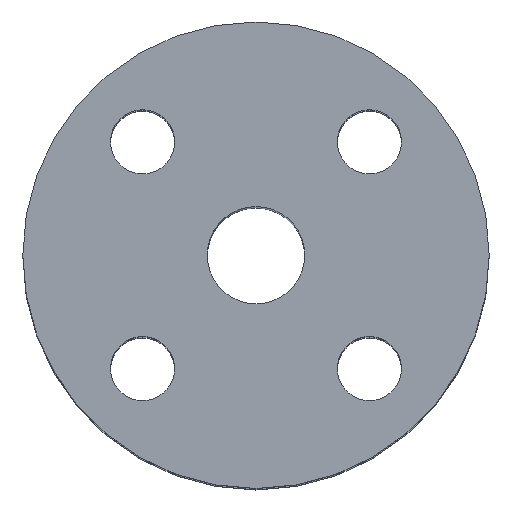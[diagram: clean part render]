
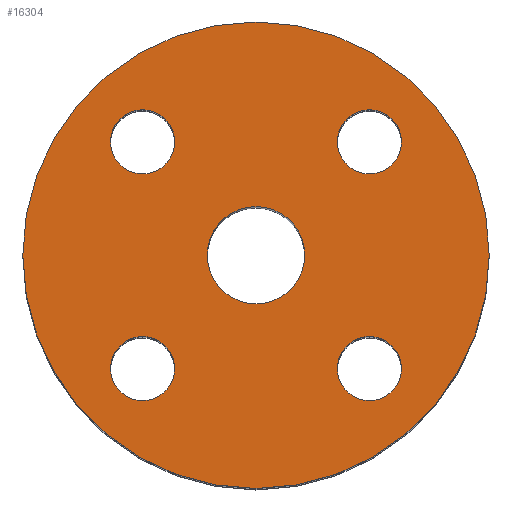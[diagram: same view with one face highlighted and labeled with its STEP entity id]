
A CAD part, top view. The second image highlights one B-rep face of the part: STEP entity #16304.
In plain terms, the highlighted planar face has unit normal (0, 0, 1).
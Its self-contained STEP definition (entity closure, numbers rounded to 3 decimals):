
#714 = CARTESIAN_POINT ( 'NONE',  ( 13.945, 19.445, 0. ) ) ;
#977 = AXIS2_PLACEMENT_3D ( 'NONE', #23151, #15801, #4855 ) ;
#1094 = AXIS2_PLACEMENT_3D ( 'NONE', #23970, #1803, #24267 ) ;
#1315 = ORIENTED_EDGE ( 'NONE', *, *, #16843, .F. ) ;
#1597 = ORIENTED_EDGE ( 'NONE', *, *, #2083, .F. ) ;
#1803 = DIRECTION ( 'NONE',  ( 0., 0., 1. ) ) ;
#2004 = EDGE_CURVE ( 'NONE', #14655, #14696, #12028, .T. ) ;
#2083 = EDGE_CURVE ( 'NONE', #10182, #15151, #29033, .T. ) ;
#2304 = DIRECTION ( 'NONE',  ( -1., 0., 0. ) ) ;
#2458 = DIRECTION ( 'NONE',  ( 0., 0., 1. ) ) ;
#2581 = DIRECTION ( 'NONE',  ( 1., 0., 0. ) ) ;
#2644 = FACE_BOUND ( 'NONE', #23557, .T. ) ;
#4012 = EDGE_LOOP ( 'NONE', ( #19847, #20513 ) ) ;
#4042 = DIRECTION ( 'NONE',  ( 1., 0., 0. ) ) ;
#4174 = CARTESIAN_POINT ( 'NONE',  ( -8.35, 0., 0. ) ) ;
#4769 = CIRCLE ( 'NONE', #977, 5.5 ) ;
#4776 = CIRCLE ( 'NONE', #25053, 5.5 ) ;
#4855 = DIRECTION ( 'NONE',  ( 0., 1., 0. ) ) ;
#5233 = CIRCLE ( 'NONE', #18456, 5.5 ) ;
#5288 = FACE_BOUND ( 'NONE', #21610, .T. ) ;
#5827 = CIRCLE ( 'NONE', #13846, 5.5 ) ;
#6256 = DIRECTION ( 'NONE',  ( 0., 0., 1. ) ) ;
#6494 = CARTESIAN_POINT ( 'NONE',  ( 40., 0., 0. ) ) ;
#7036 = EDGE_CURVE ( 'NONE', #14696, #14655, #29263, .T. ) ;
#7134 = ORIENTED_EDGE ( 'NONE', *, *, #21075, .F. ) ;
#7841 = VERTEX_POINT ( 'NONE', #4174 ) ;
#8044 = AXIS2_PLACEMENT_3D ( 'NONE', #8484, #6256, #17490 ) ;
#8046 = DIRECTION ( 'NONE',  ( 0., 0., 1. ) ) ;
#8484 = CARTESIAN_POINT ( 'NONE',  ( 0., 0., 0. ) ) ;
#8977 = CARTESIAN_POINT ( 'NONE',  ( -24.945, -19.445, 0. ) ) ;
#9220 = ORIENTED_EDGE ( 'NONE', *, *, #11620, .F. ) ;
#9586 = FACE_OUTER_BOUND ( 'NONE', #4012, .T. ) ;
#9700 = CARTESIAN_POINT ( 'NONE',  ( -19.445, -19.445, 0. ) ) ;
#9729 = FACE_BOUND ( 'NONE', #19984, .T. ) ;
#10182 = VERTEX_POINT ( 'NONE', #714 ) ;
#10583 = CARTESIAN_POINT ( 'NONE',  ( 19.445, -19.445, 0. ) ) ;
#11134 = DIRECTION ( 'NONE',  ( 1., 0., 0. ) ) ;
#11157 = DIRECTION ( 'NONE',  ( 0., -1., 0. ) ) ;
#11247 = DIRECTION ( 'NONE',  ( 1., 0., 0. ) ) ;
#11620 = EDGE_CURVE ( 'NONE', #15675, #15044, #4776, .T. ) ;
#11893 = AXIS2_PLACEMENT_3D ( 'NONE', #13476, #22476, #11247 ) ;
#12028 = CIRCLE ( 'NONE', #28544, 40. ) ;
#12040 = CARTESIAN_POINT ( 'NONE',  ( -13.945, 19.445, 0. ) ) ;
#12174 = DIRECTION ( 'NONE',  ( 1., 0., 0. ) ) ;
#12631 = CARTESIAN_POINT ( 'NONE',  ( 0., 0., 0. ) ) ;
#13353 = DIRECTION ( 'NONE',  ( 0., 0., 1. ) ) ;
#13476 = CARTESIAN_POINT ( 'NONE',  ( 19.445, 19.445, 0. ) ) ;
#13553 = DIRECTION ( 'NONE',  ( 0., 0., 1. ) ) ;
#13569 = EDGE_CURVE ( 'NONE', #15151, #10182, #22764, .T. ) ;
#13591 = CARTESIAN_POINT ( 'NONE',  ( -40., 0., 0. ) ) ;
#13767 = EDGE_LOOP ( 'NONE', ( #27735, #16365 ) ) ;
#13806 = CARTESIAN_POINT ( 'NONE',  ( -24.945, 19.445, 0. ) ) ;
#13846 = AXIS2_PLACEMENT_3D ( 'NONE', #16038, #2458, #14106 ) ;
#13852 = DIRECTION ( 'NONE',  ( 0., 0., 1. ) ) ;
#13997 = CARTESIAN_POINT ( 'NONE',  ( 13.945, -19.445, 0. ) ) ;
#14040 = VERTEX_POINT ( 'NONE', #24932 ) ;
#14106 = DIRECTION ( 'NONE',  ( 0., -1., 0. ) ) ;
#14655 = VERTEX_POINT ( 'NONE', #13591 ) ;
#14696 = VERTEX_POINT ( 'NONE', #6494 ) ;
#15044 = VERTEX_POINT ( 'NONE', #8977 ) ;
#15151 = VERTEX_POINT ( 'NONE', #22847 ) ;
#15555 = CARTESIAN_POINT ( 'NONE',  ( 19.445, 19.445, 0. ) ) ;
#15675 = VERTEX_POINT ( 'NONE', #25629 ) ;
#15801 = DIRECTION ( 'NONE',  ( 0., 0., 1. ) ) ;
#16038 = CARTESIAN_POINT ( 'NONE',  ( 19.445, -19.445, 0. ) ) ;
#16304 = ADVANCED_FACE ( 'NONE', ( #27886, #5288, #25366, #2644, #9729, #9586 ), #18737, .F. ) ;
#16365 = ORIENTED_EDGE ( 'NONE', *, *, #27700, .F. ) ;
#16534 = ORIENTED_EDGE ( 'NONE', *, *, #13569, .F. ) ;
#16818 = CARTESIAN_POINT ( 'NONE',  ( 8.35, 0., 0. ) ) ;
#16843 = EDGE_CURVE ( 'NONE', #27057, #7841, #26050, .T. ) ;
#17490 = DIRECTION ( 'NONE',  ( 1., 0., 0. ) ) ;
#18132 = CARTESIAN_POINT ( 'NONE',  ( -19.445, -19.445, 0. ) ) ;
#18456 = AXIS2_PLACEMENT_3D ( 'NONE', #18132, #13553, #2304 ) ;
#18531 = CARTESIAN_POINT ( 'NONE',  ( 0., 0., 0. ) ) ;
#18737 = PLANE ( 'NONE',  #26518 ) ;
#18865 = ORIENTED_EDGE ( 'NONE', *, *, #27114, .F. ) ;
#19025 = CIRCLE ( 'NONE', #1094, 5.5 ) ;
#19518 = CIRCLE ( 'NONE', #27056, 5.5 ) ;
#19847 = ORIENTED_EDGE ( 'NONE', *, *, #7036, .T. ) ;
#19984 = EDGE_LOOP ( 'NONE', ( #1315, #22464 ) ) ;
#20431 = EDGE_CURVE ( 'NONE', #23833, #21186, #19025, .T. ) ;
#20513 = ORIENTED_EDGE ( 'NONE', *, *, #2004, .T. ) ;
#20526 = DIRECTION ( 'NONE',  ( -1., 0., 0. ) ) ;
#20780 = EDGE_CURVE ( 'NONE', #28728, #14040, #5827, .T. ) ;
#20798 = CARTESIAN_POINT ( 'NONE',  ( 0., 8.35, 0. ) ) ;
#20933 = CIRCLE ( 'NONE', #24713, 8.35 ) ;
#21075 = EDGE_CURVE ( 'NONE', #14040, #28728, #19518, .T. ) ;
#21176 = CARTESIAN_POINT ( 'NONE',  ( 0., 0., 0. ) ) ;
#21186 = VERTEX_POINT ( 'NONE', #13806 ) ;
#21610 = EDGE_LOOP ( 'NONE', ( #9220, #18865 ) ) ;
#21797 = AXIS2_PLACEMENT_3D ( 'NONE', #12631, #26638, #4042 ) ;
#22281 = EDGE_CURVE ( 'NONE', #7841, #27057, #20933, .T. ) ;
#22375 = DIRECTION ( 'NONE',  ( 0., 0., 1. ) ) ;
#22464 = ORIENTED_EDGE ( 'NONE', *, *, #22281, .F. ) ;
#22476 = DIRECTION ( 'NONE',  ( 0., 0., 1. ) ) ;
#22764 = CIRCLE ( 'NONE', #11893, 5.5 ) ;
#22820 = DIRECTION ( 'NONE',  ( 0., 0., 1. ) ) ;
#22847 = CARTESIAN_POINT ( 'NONE',  ( 24.945, 19.445, 0. ) ) ;
#22852 = DIRECTION ( 'NONE',  ( -1., 0., 0. ) ) ;
#23151 = CARTESIAN_POINT ( 'NONE',  ( -19.445, 19.445, 0. ) ) ;
#23357 = AXIS2_PLACEMENT_3D ( 'NONE', #15555, #13353, #11134 ) ;
#23557 = EDGE_LOOP ( 'NONE', ( #16534, #1597 ) ) ;
#23833 = VERTEX_POINT ( 'NONE', #12040 ) ;
#23970 = CARTESIAN_POINT ( 'NONE',  ( -19.445, 19.445, 0. ) ) ;
#24267 = DIRECTION ( 'NONE',  ( 0., 1., 0. ) ) ;
#24713 = AXIS2_PLACEMENT_3D ( 'NONE', #18531, #22820, #2581 ) ;
#24932 = CARTESIAN_POINT ( 'NONE',  ( 24.945, -19.445, 0. ) ) ;
#25053 = AXIS2_PLACEMENT_3D ( 'NONE', #9700, #13852, #22852 ) ;
#25366 = FACE_BOUND ( 'NONE', #13767, .T. ) ;
#25629 = CARTESIAN_POINT ( 'NONE',  ( -13.945, -19.445, 0. ) ) ;
#26050 = CIRCLE ( 'NONE', #21797, 8.35 ) ;
#26518 = AXIS2_PLACEMENT_3D ( 'NONE', #20798, #27740, #20526 ) ;
#26638 = DIRECTION ( 'NONE',  ( 0., 0., 1. ) ) ;
#27056 = AXIS2_PLACEMENT_3D ( 'NONE', #10583, #22375, #11157 ) ;
#27057 = VERTEX_POINT ( 'NONE', #16818 ) ;
#27114 = EDGE_CURVE ( 'NONE', #15044, #15675, #5233, .T. ) ;
#27700 = EDGE_CURVE ( 'NONE', #21186, #23833, #4769, .T. ) ;
#27735 = ORIENTED_EDGE ( 'NONE', *, *, #20431, .F. ) ;
#27740 = DIRECTION ( 'NONE',  ( 0., 0., -1. ) ) ;
#27886 = FACE_BOUND ( 'NONE', #29100, .T. ) ;
#28544 = AXIS2_PLACEMENT_3D ( 'NONE', #21176, #8046, #12174 ) ;
#28728 = VERTEX_POINT ( 'NONE', #13997 ) ;
#28984 = ORIENTED_EDGE ( 'NONE', *, *, #20780, .F. ) ;
#29033 = CIRCLE ( 'NONE', #23357, 5.5 ) ;
#29100 = EDGE_LOOP ( 'NONE', ( #7134, #28984 ) ) ;
#29263 = CIRCLE ( 'NONE', #8044, 40. ) ;
